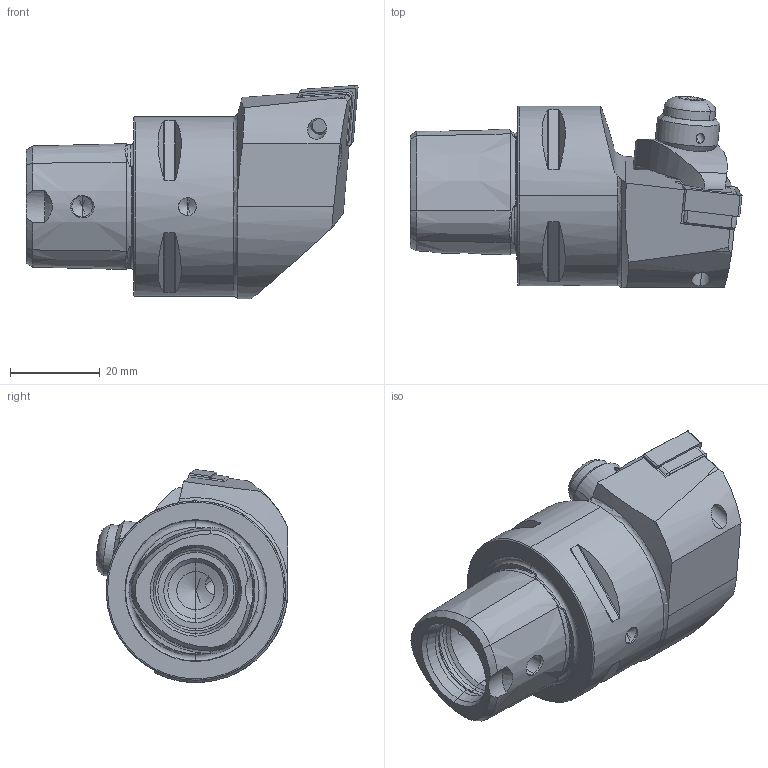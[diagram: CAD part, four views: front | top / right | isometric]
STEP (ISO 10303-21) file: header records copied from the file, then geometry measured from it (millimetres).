
FILE_DESCRIPTION (( 'STEP AP214' ), '1' );
FILE_NAME ('PS4.KCD.LLA.050.STEP', '2023-05-24T08:42:21', ( '' ), ( '' ), 'SwSTEP 2.0', 'SolidWorks 2017', '' );
FILE_SCHEMA (( 'AUTOMOTIVE_DESIGN' ));
Length unit declared in the file: millimetre
Products named in the file (11): ISO 13337 - 3 x 12_PreviewCfg; KVT_MB_600_050; PS4.KCD.LLA.050; WCC-ER4.103.032_A; WCD-ER2.101.003_A; PS4-KCD.LLA.050_A_Fertigbearbeitung; WCC-ER5.102.005_A; WCC-ER5.102.012_B; CNMG120404; WCC-ER2.001.010_A; WCC-ER3.102.024_C
Assembly tree (10 placements, depth 2):
  PS4.KCD.LLA.050
    PS4-KCD.LLA.050_A_Fertigbearbeitung
    WCD-ER2.101.003_A
    WCC-ER2.001.010_A
    CNMG120404
    WCC-ER3.102.024_C
    WCC-ER5.102.012_B
    WCC-ER5.102.005_A
    WCC-ER4.103.032_A
    KVT_MB_600_050
    ISO 13337 - 3 x 12_PreviewCfg
Bounding box: 74 x 42.72 x 47.5 mm (x, y, z)
Volume: 58479.8 mm3; surface area: 18856.2 mm2
Topology: 13 solids, 13 shells, 455 faces, 1102 edges, 662 vertices
Faces by surface type: cylinder 137, cone 131, plane 108, torus 65, bspline 12, sphere 2
Entity records: 15215 total; most frequent: CARTESIAN_POINT 4282, DIRECTION 2201, ORIENTED_EDGE 2158, EDGE_CURVE 1079, AXIS2_PLACEMENT_3D 893, VERTEX_POINT 659, EDGE_LOOP 488, FACE_OUTER_BOUND 455
